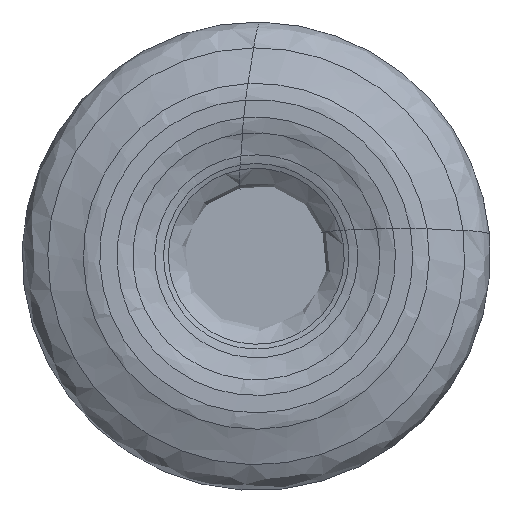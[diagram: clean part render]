
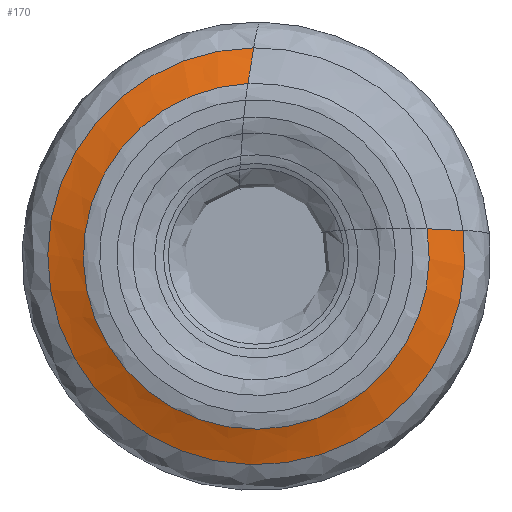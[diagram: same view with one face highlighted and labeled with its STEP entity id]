
A CAD part, left-side view. The second image highlights one B-rep face of the part: STEP entity #170.
In plain terms, the highlighted free-form (B-spline) face has degree [3, 3] with [4, 7] control points.
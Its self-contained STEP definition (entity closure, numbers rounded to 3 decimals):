
#170=ADVANCED_FACE('',(#292),#244,.F.);
#244=(
BOUNDED_SURFACE()
B_SPLINE_SURFACE(3,3,((#1829,#1830,#1831,#1832,#1833,#1834,#1835),(#1836,
#1837,#1838,#1839,#1840,#1841,#1842),(#1843,#1844,#1845,#1846,#1847,#1848,
#1849),(#1850,#1851,#1852,#1853,#1854,#1855,#1856)),.UNSPECIFIED.,.F.,.F.,
 .F.)
B_SPLINE_SURFACE_WITH_KNOTS((4,4),(4,3,4),(0.,1.),(0.,0.5,1.),
 .UNSPECIFIED.)
GEOMETRIC_REPRESENTATION_ITEM()
RATIONAL_B_SPLINE_SURFACE(((1.,0.571,0.571,1.,0.571,
0.571,1.),(0.998,0.57,0.57,
0.998,0.57,0.57,0.998),
(0.998,0.57,0.57,0.998,
0.57,0.57,0.998),(1.,0.571,
0.571,1.,0.571,0.571,1.)))
REPRESENTATION_ITEM('')
SURFACE()
);
#292=FACE_OUTER_BOUND('',#342,.T.);
#342=EDGE_LOOP('',(#482,#483,#484,#485));
#482=ORIENTED_EDGE('',*,*,#783,.F.);
#483=ORIENTED_EDGE('',*,*,#784,.F.);
#484=ORIENTED_EDGE('',*,*,#780,.T.);
#485=ORIENTED_EDGE('',*,*,#785,.F.);
#694=VERTEX_POINT('',#1792);
#695=VERTEX_POINT('',#1793);
#696=VERTEX_POINT('',#1825);
#697=VERTEX_POINT('',#1826);
#780=EDGE_CURVE('',#694,#695,#891,.T.);
#783=EDGE_CURVE('',#696,#697,#894,.T.);
#784=EDGE_CURVE('',#694,#696,#895,.T.);
#785=EDGE_CURVE('',#697,#695,#896,.T.);
#891=CIRCLE('',#995,9.224);
#894=CIRCLE('',#998,11.119);
#895=CIRCLE('',#999,14.339);
#896=CIRCLE('',#1000,14.339);
#995=AXIS2_PLACEMENT_3D('',#1791,#1161,#1162);
#998=AXIS2_PLACEMENT_3D('',#1824,#1167,#1168);
#999=AXIS2_PLACEMENT_3D('',#1827,#1169,#1170);
#1000=AXIS2_PLACEMENT_3D('',#1828,#1171,#1172);
#1161=DIRECTION('',(1.,0.,0.));
#1162=DIRECTION('',(0.,-0.987,0.159));
#1167=DIRECTION('',(1.,0.,0.));
#1168=DIRECTION('',(0.,-0.992,0.124));
#1169=DIRECTION('',(-0.122,0.,-0.993));
#1170=DIRECTION('',(0.993,0.,-0.122));
#1171=DIRECTION('',(0.122,0.986,0.11));
#1172=DIRECTION('',(0.993,-0.121,-0.014));
#1791=CARTESIAN_POINT('',(0.19,0.,0.));
#1792=CARTESIAN_POINT('',(0.19,-9.107,1.468));
#1793=CARTESIAN_POINT('',(0.19,0.445,9.213));
#1824=CARTESIAN_POINT('',(0.931,0.,0.));
#1825=CARTESIAN_POINT('',(0.931,-11.033,1.377));
#1826=CARTESIAN_POINT('',(0.931,0.141,11.118));
#1827=CARTESIAN_POINT('',(-12.677,-15.233,3.048));
#1828=CARTESIAN_POINT('',(-12.677,1.334,15.478));
#1829=CARTESIAN_POINT('',(0.19,-9.107,1.468));
#1830=CARTESIAN_POINT('',(0.19,-10.707,-8.461));
#1831=CARTESIAN_POINT('',(0.19,-2.002,-13.499));
#1832=CARTESIAN_POINT('',(0.19,5.81,-7.165));
#1833=CARTESIAN_POINT('',(0.19,13.622,-0.83));
#1834=CARTESIAN_POINT('',(0.19,10.491,8.728));
#1835=CARTESIAN_POINT('',(0.19,0.445,9.213));
#1836=CARTESIAN_POINT('',(0.483,-9.73,1.432));
#1837=CARTESIAN_POINT('',(0.483,-11.292,-9.178));
#1838=CARTESIAN_POINT('',(0.483,-1.937,-14.421));
#1839=CARTESIAN_POINT('',(0.483,6.299,-7.554));
#1840=CARTESIAN_POINT('',(0.483,14.535,-0.686));
#1841=CARTESIAN_POINT('',(0.483,11.057,9.458));
#1842=CARTESIAN_POINT('',(0.483,0.34,9.829));
#1843=CARTESIAN_POINT('',(0.73,-10.374,1.401));
#1844=CARTESIAN_POINT('',(0.73,-11.902,-9.909));
#1845=CARTESIAN_POINT('',(0.73,-1.881,-15.372));
#1846=CARTESIAN_POINT('',(0.73,6.798,-7.96));
#1847=CARTESIAN_POINT('',(0.73,15.477,-0.547));
#1848=CARTESIAN_POINT('',(0.73,11.649,10.205));
#1849=CARTESIAN_POINT('',(0.73,0.239,10.465));
#1850=CARTESIAN_POINT('',(0.931,-11.033,1.377));
#1851=CARTESIAN_POINT('',(0.931,-12.535,-10.653));
#1852=CARTESIAN_POINT('',(0.931,-1.832,-16.348));
#1853=CARTESIAN_POINT('',(0.931,7.307,-8.381));
#1854=CARTESIAN_POINT('',(0.931,16.445,-0.415));
#1855=CARTESIAN_POINT('',(0.931,12.263,10.965));
#1856=CARTESIAN_POINT('',(0.931,0.141,11.118));
